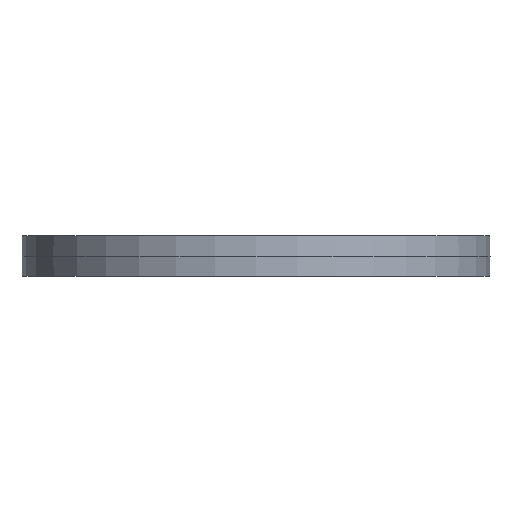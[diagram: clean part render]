
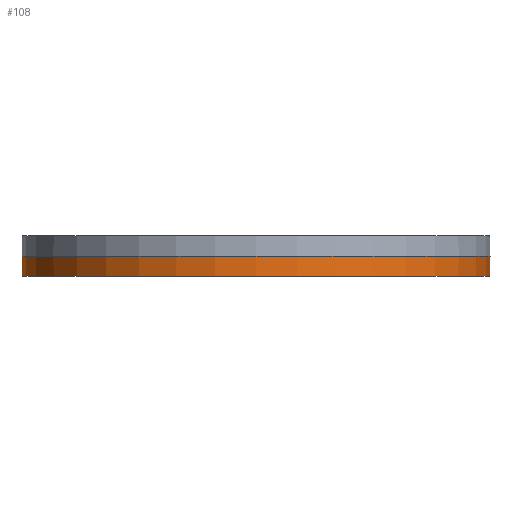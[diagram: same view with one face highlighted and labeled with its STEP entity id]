
A CAD part, front view. The second image highlights one B-rep face of the part: STEP entity #108.
In plain terms, the highlighted conical face has half-angle 1 degrees and reference radius 9.144 mm.
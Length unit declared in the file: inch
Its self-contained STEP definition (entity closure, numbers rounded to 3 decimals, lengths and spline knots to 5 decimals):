
#4 = DIRECTION ( 'NONE',  ( 0., 0., 1. ) ) ;
#59 = CARTESIAN_POINT ( 'NONE',  ( 0.36, 0., 0. ) ) ;
#60 = CIRCLE ( 'NONE', #632, 0.35945 ) ;
#78 = DIRECTION ( 'NONE',  ( -1., 0., 0. ) ) ;
#84 = VERTEX_POINT ( 'NONE', #59 ) ;
#96 = ORIENTED_EDGE ( 'NONE', *, *, #569, .F. ) ;
#97 = EDGE_CURVE ( 'NONE', #308, #188, #60, .T. ) ;
#108 = ADVANCED_FACE ( 'NONE', ( #662 ), #832, .T. ) ;
#129 = DIRECTION ( 'NONE',  ( 1., 0., 0. ) ) ;
#153 = CARTESIAN_POINT ( 'NONE',  ( 0., 0., 0. ) ) ;
#155 = CARTESIAN_POINT ( 'NONE',  ( 0.35945, 0., -0.03125 ) ) ;
#188 = VERTEX_POINT ( 'NONE', #155 ) ;
#189 = CARTESIAN_POINT ( 'NONE',  ( -0.36, 0., 0. ) ) ;
#199 = DIRECTION ( 'NONE',  ( -0.017, 0., 1. ) ) ;
#217 = LINE ( 'NONE', #419, #547 ) ;
#221 = DIRECTION ( 'NONE',  ( 0.017, 0., 1. ) ) ;
#226 = ORIENTED_EDGE ( 'NONE', *, *, #97, .T. ) ;
#274 = DIRECTION ( 'NONE',  ( 0., 0., 1. ) ) ;
#293 = AXIS2_PLACEMENT_3D ( 'NONE', #345, #274, #535 ) ;
#308 = VERTEX_POINT ( 'NONE', #711 ) ;
#345 = CARTESIAN_POINT ( 'NONE',  ( 0., 0., 0. ) ) ;
#417 = EDGE_LOOP ( 'NONE', ( #226, #671, #843, #96 ) ) ;
#419 = CARTESIAN_POINT ( 'NONE',  ( 0.36, 0., 0. ) ) ;
#461 = CARTESIAN_POINT ( 'NONE',  ( 0., 0., -0.03125 ) ) ;
#522 = VERTEX_POINT ( 'NONE', #189 ) ;
#535 = DIRECTION ( 'NONE',  ( 1., 0., 0. ) ) ;
#547 = VECTOR ( 'NONE', #221, 39.37008 ) ;
#548 = LINE ( 'NONE', #737, #835 ) ;
#569 = EDGE_CURVE ( 'NONE', #308, #522, #548, .T. ) ;
#590 = CIRCLE ( 'NONE', #293, 0.36 ) ;
#610 = EDGE_CURVE ( 'NONE', #522, #84, #590, .T. ) ;
#632 = AXIS2_PLACEMENT_3D ( 'NONE', #461, #728, #129 ) ;
#662 = FACE_OUTER_BOUND ( 'NONE', #417, .T. ) ;
#671 = ORIENTED_EDGE ( 'NONE', *, *, #717, .T. ) ;
#711 = CARTESIAN_POINT ( 'NONE',  ( -0.35945, 0., -0.03125 ) ) ;
#717 = EDGE_CURVE ( 'NONE', #188, #84, #217, .T. ) ;
#728 = DIRECTION ( 'NONE',  ( 0., 0., 1. ) ) ;
#737 = CARTESIAN_POINT ( 'NONE',  ( -0.36, 0., 0. ) ) ;
#775 = AXIS2_PLACEMENT_3D ( 'NONE', #153, #4, #78 ) ;
#832 = CONICAL_SURFACE ( 'NONE', #775, 0.36, 0.017 ) ;
#835 = VECTOR ( 'NONE', #199, 39.37008 ) ;
#843 = ORIENTED_EDGE ( 'NONE', *, *, #610, .F. ) ;
